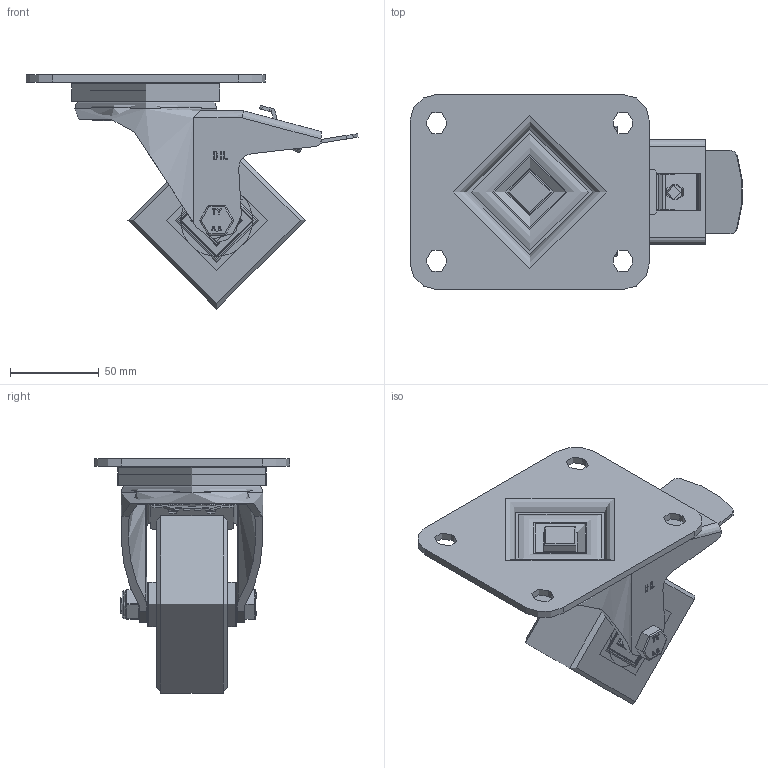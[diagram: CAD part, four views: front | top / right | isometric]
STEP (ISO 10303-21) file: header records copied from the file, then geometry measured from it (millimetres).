
FILE_DESCRIPTION(/* description */ (''),/* implementation_level */ '2;1');
FILE_NAME(/* name */ 'BZPH100PTBJSWB.step',/* time_stamp */ '2025-06-30T09:10:24+01:00',/* author */ (''),/* organization */ (''),/* preprocessor_version */ 'ST-DEVELOPER v20.1',/* originating_system */ 'Autodesk Translation Framework v14.10.0.0',/* authorisation */ '');
FILE_SCHEMA (('AUTOMOTIVE_DESIGN { 1 0 10303 214 3 1 1 }'));
Length unit declared in the file: millimetre
Products named in the file (31): BZPH100PTBJSWB; BZPH100ASSWB v1; ZINC PLATED, PRESSED STEEL TOP PLATE; ZINC PLATED, PRESSED STEEL FORKS; ZINC PLATED, PRESSED STEEL BRAKE PEDAL; BEARING SEAL; BRAKE PAD; BRAKE PAD Geometry; BRAKE BOLT; BZPH100WPTBJM20 v1; POLYURETHANE TYRE; CAST IRON RIM; CAST IRON RIM Geometry; SPACER; BEARING6204; BALL BEARINGS; BEARING6204 (1); BALL BEARINGS (1); Component3; STEEL; RUBBER; TH20X5X10 v1; ZINC PLATED, HEADED SPACER; TH20X5X10 v1 (1); ZINC PLATED, HEADED SPACER (1); HEXBOLTM10X70Z8.8 v2; GRADE 8.8 THREADED ZINC PLATED BOLT; NYLOCM10Z v1; NYLOC NUT; RUBBER (1); NUT
Assembly tree (47 placements, depth 5):
  BZPH100PTBJSWB
    BZPH100ASSWB v1
      ZINC PLATED, PRESSED STEEL TOP PLATE
      ZINC PLATED, PRESSED STEEL FORKS
      ZINC PLATED, PRESSED STEEL BRAKE PEDAL
      BEARING SEAL
      BRAKE PAD
        BRAKE PAD Geometry
        BRAKE BOLT
    BZPH100WPTBJM20 v1
      POLYURETHANE TYRE
      CAST IRON RIM
        CAST IRON RIM Geometry
        SPACER
      BEARING6204
        BALL BEARINGS
          Component3  x8
        STEEL
        RUBBER
      BEARING6204 (1)
        BALL BEARINGS (1)
          Component3  x8
        STEEL
        RUBBER
    TH20X5X10 v1
      ZINC PLATED, HEADED SPACER
    TH20X5X10 v1 (1)
      ZINC PLATED, HEADED SPACER (1)
    HEXBOLTM10X70Z8.8 v2
      GRADE 8.8 THREADED ZINC PLATED BOLT
    NYLOCM10Z v1
      NYLOC NUT
        RUBBER (1)
        NUT
Bounding box: 187.16 x 110 x 132 mm (x, y, z)
Volume: 473709.2 mm3; surface area: 187439.6 mm2
Topology: 41 solids, 41 shells, 1593 faces, 4319 edges, 2840 vertices
Faces by surface type: plane 822, bspline 386, cylinder 328, sphere 28, torus 26, cone 3
Full cylindrical faces by diameter (mm): 8 x2, 8.141 x18, 9.85 x19, 10 x3, 10.2 x2, 10.5 x2, 12 x2, 16 x2, 19.85 x2, 20 x3, 21 x1, 24 x1, 25 x3, 26 x1, 27 x10, 28 x2, 28.5 x4, 29 x8, 30 x1, 32 x1, 40 x4, 40.5 x4, 41.5 x4, 42 x8, 44 x2, 47 x4, 51 x1, 57 x2, 60 x1, 72 x1
Entity records: 43997 total; most frequent: CARTESIAN_POINT 16402, ORIENTED_EDGE 5924, DIRECTION 5014, EDGE_CURVE 2962, VERTEX_POINT 1940, AXIS2_PLACEMENT_3D 1697, LINE 1620, VECTOR 1620
